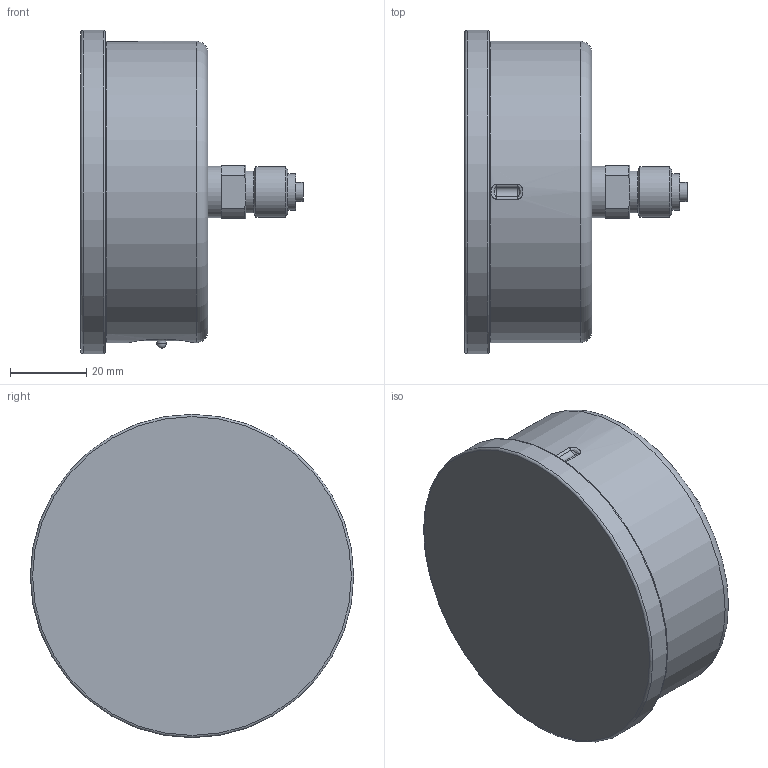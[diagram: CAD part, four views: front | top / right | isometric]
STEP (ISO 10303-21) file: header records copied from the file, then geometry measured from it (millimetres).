
FILE_DESCRIPTION(/* description */ (''),/* implementation_level */ '2;1');
FILE_NAME(/* name */ 'RF80Gly_D711_851XX711.stp',/* time_stamp */ '2018-01-23T09:58:39+01:00',/* author */ ('acgl'),/* organization */ (''),/* preprocessor_version */ 'ST-DEVELOPER v15.6',/* originating_system */ 'Autodesk Inventor 2015',/* authorisation */ '');
FILE_SCHEMA (('AUTOMOTIVE_DESIGN { 1 0 10303 214 3 1 1 }'));
Length unit declared in the file: centimetre
Products named in the file (1): RF80Gly_D711_851XX711
Bounding box: 58.3 x 84.8 x 84.8 mm (x, y, z)
Volume: 170616.8 mm3; surface area: 20444.2 mm2
Topology: 1 solids, 1 shells, 101 faces, 208 edges, 119 vertices
Faces by surface type: cylinder 41, plane 23, bspline 13, torus 9, sphere 9, cone 6
Full cylindrical faces by diameter (mm): 2.5 x1, 5 x1, 9.5 x1, 11 x1, 13.16 x1, 13.5 x1, 79 x1, 84.8 x1
Entity records: 3211 total; most frequent: CARTESIAN_POINT 1024, DIRECTION 452, ORIENTED_EDGE 378, AXIS2_PLACEMENT_3D 194, EDGE_CURVE 189, EDGE_LOOP 127, VERTEX_POINT 116, STYLED_ITEM 102
